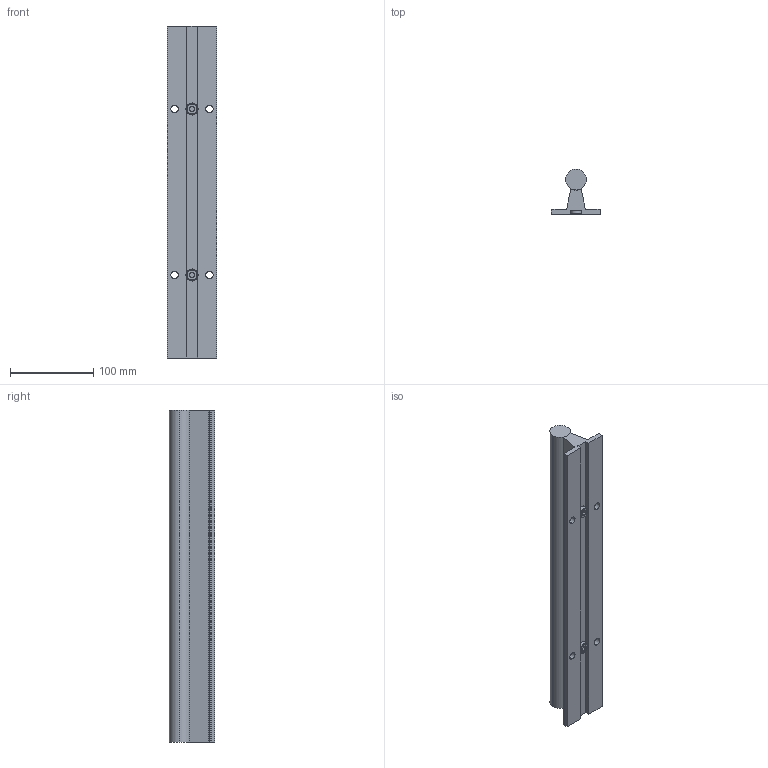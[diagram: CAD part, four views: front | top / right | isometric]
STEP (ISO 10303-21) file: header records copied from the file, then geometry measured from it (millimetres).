
FILE_DESCRIPTION (( 'STEP AP214' ), '1' );
FILE_NAME ('ShaftRailAssembly_03C731DC27.step', '2022-11-22T07:44:38', ( '' ), ( '' ), 'SwSTEP 2.0', 'SolidWorks 2019', '' );
FILE_SCHEMA (( 'AUTOMOTIVE_DESIGN' ));
Length unit declared in the file: inch
Products named in the file (3): ShaftRailAssembly_03C731DC27; gxurhXvTaG_CADModel_0
Assembly tree (1 placements, depth 2):
  ShaftRailAssembly_03C731DC27
    gxurhXvTaG_CADModel_0
  gxurhXvTaG_CADModel_0
Bounding box: 60 x 54.5 x 400 mm (x, y, z)
Volume: 479287.3 mm3; surface area: 111333.2 mm2
Topology: 4 solids, 4 shells, 125 faces, 295 edges, 180 vertices
Faces by surface type: plane 51, cylinder 44, cone 30
Entity records: 5600 total; most frequent: CARTESIAN_POINT 959, DIRECTION 627, ORIENTED_EDGE 582, EDGE_CURVE 291, AXIS2_PLACEMENT_3D 236, VERTEX_POINT 180, LINE 155, VECTOR 155
